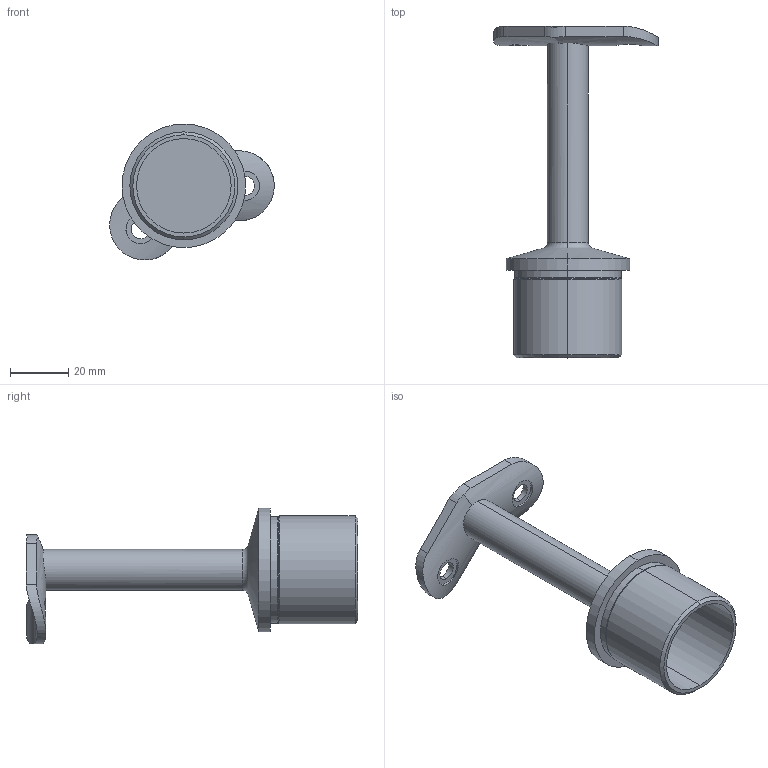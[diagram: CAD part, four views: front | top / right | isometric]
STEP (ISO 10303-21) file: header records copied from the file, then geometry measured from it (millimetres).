
FILE_DESCRIPTION (( 'STEP AP203' ), '1' );
FILE_NAME ('60462-V4A.STEP', '2016-02-17T15:06:52', ( '' ), ( '' ), 'SwSTEP 2.0', 'SolidWorks 2015', '' );
FILE_SCHEMA (( 'CONFIG_CONTROL_DESIGN' ));
Length unit declared in the file: millimetre
Products named in the file (1): 60462-V4A
Bounding box: 56.41 x 113.83 x 46.62 mm (x, y, z)
Volume: 30116.4 mm3; surface area: 16104.8 mm2
Topology: 1 solids, 1 shells, 268 faces, 694 edges, 458 vertices
Faces by surface type: plane 123, bspline 81, cylinder 54, cone 6, torus 4
Entity records: 12065 total; most frequent: CARTESIAN_POINT 6063, ORIENTED_EDGE 1388, DIRECTION 953, EDGE_CURVE 694, VERTEX_POINT 458, VECTOR 333, LINE 333, AXIS2_PLACEMENT_3D 310
